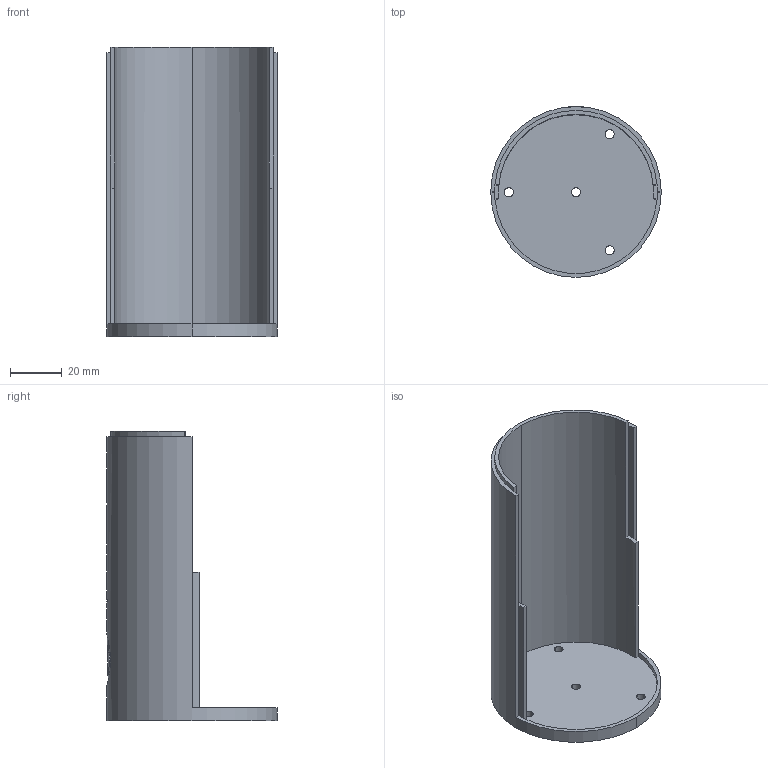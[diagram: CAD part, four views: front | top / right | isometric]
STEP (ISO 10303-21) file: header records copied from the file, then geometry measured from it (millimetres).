
FILE_DESCRIPTION (( 'STEP AP214' ), '1' );
FILE_NAME ('qbcan shell_Open Cosmos.STEP', '2016-11-17T09:57:29', ( '' ), ( '' ), 'SwSTEP 2.0', 'SolidWorks 2015', '' );
FILE_SCHEMA (( 'AUTOMOTIVE_DESIGN' ));
Length unit declared in the file: millimetre
Products named in the file (1): qbcan shell_Open Cosmos
Bounding box: 66 x 66 x 112 mm (x, y, z)
Volume: 42201.6 mm3; surface area: 31020 mm2
Topology: 1 solids, 1 shells, 299 faces, 854 edges, 566 vertices
Faces by surface type: bspline 134, plane 105, cylinder 60
Entity records: 34631 total; most frequent: CARTESIAN_POINT 27817, ORIENTED_EDGE 1708, DIRECTION 952, EDGE_CURVE 854, VERTEX_POINT 566, B_SPLINE_CURVE_WITH_KNOTS 408, AXIS2_PLACEMENT_3D 340, EDGE_LOOP 316
